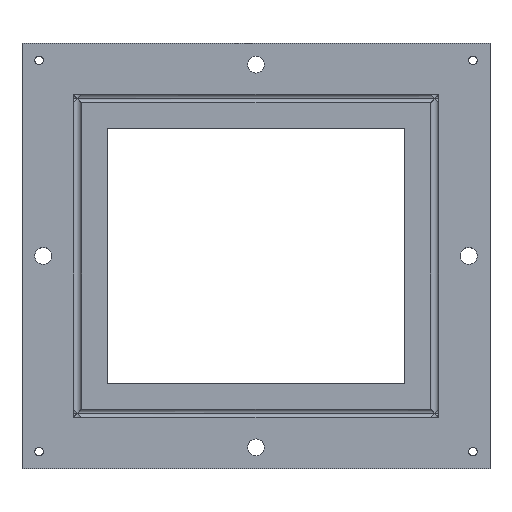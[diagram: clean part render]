
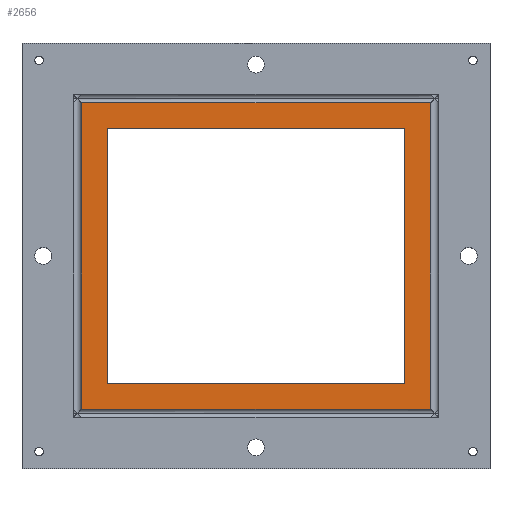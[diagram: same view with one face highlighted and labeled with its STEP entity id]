
A CAD part, top view. The second image highlights one B-rep face of the part: STEP entity #2656.
In plain terms, the highlighted planar face has unit normal (0, 0, 1).
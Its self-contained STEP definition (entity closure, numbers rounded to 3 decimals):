
#509 = CYLINDRICAL_SURFACE('',#510,1.);
#510 = AXIS2_PLACEMENT_3D('',#511,#512,#513);
#511 = CARTESIAN_POINT('',(42.,38.,2.5));
#512 = DIRECTION('',(0.,-1.,0.));
#513 = DIRECTION('',(1.,0.,0.));
#667 = CYLINDRICAL_SURFACE('',#668,1.);
#668 = AXIS2_PLACEMENT_3D('',#669,#670,#671);
#669 = CARTESIAN_POINT('',(-42.,38.,2.5));
#670 = DIRECTION('',(0.,-1.,0.));
#671 = DIRECTION('',(1.,0.,0.));
#1006 = PLANE('',#1007);
#1007 = AXIS2_PLACEMENT_3D('',#1008,#1009,#1010);
#1008 = CARTESIAN_POINT('',(-35.,-30.,-3.));
#1009 = DIRECTION('',(0.,1.,0.));
#1010 = DIRECTION('',(0.,0.,1.));
#1032 = PLANE('',#1033);
#1033 = AXIS2_PLACEMENT_3D('',#1034,#1035,#1036);
#1034 = CARTESIAN_POINT('',(-35.,-30.,-3.));
#1035 = DIRECTION('',(1.,0.,0.));
#1036 = DIRECTION('',(0.,0.,1.));
#1058 = PLANE('',#1059);
#1059 = AXIS2_PLACEMENT_3D('',#1060,#1061,#1062);
#1060 = CARTESIAN_POINT('',(-35.,30.,-3.));
#1061 = DIRECTION('',(0.,1.,0.));
#1062 = DIRECTION('',(0.,0.,1.));
#1082 = PLANE('',#1083);
#1083 = AXIS2_PLACEMENT_3D('',#1084,#1085,#1086);
#1084 = CARTESIAN_POINT('',(35.,-30.,-3.));
#1085 = DIRECTION('',(1.,0.,0.));
#1086 = DIRECTION('',(0.,0.,1.));
#1442 = VERTEX_POINT('',#1443);
#1443 = CARTESIAN_POINT('',(-41.,36.,2.5));
#1464 = CYLINDRICAL_SURFACE('',#1465,1.);
#1465 = AXIS2_PLACEMENT_3D('',#1466,#1467,#1468);
#1466 = CARTESIAN_POINT('',(-43.,37.,2.5));
#1467 = DIRECTION('',(1.,0.,0.));
#1468 = DIRECTION('',(0.,0.,-1.));
#1482 = EDGE_CURVE('',#1442,#1483,#1485,.T.);
#1483 = VERTEX_POINT('',#1484);
#1484 = CARTESIAN_POINT('',(-41.,-36.,2.5));
#1485 = SURFACE_CURVE('',#1486,(#1490,#1497),.PCURVE_S1.);
#1486 = LINE('',#1487,#1488);
#1487 = CARTESIAN_POINT('',(-41.,38.,2.5));
#1488 = VECTOR('',#1489,1.);
#1489 = DIRECTION('',(0.,-1.,0.));
#1490 = PCURVE('',#667,#1491);
#1491 = DEFINITIONAL_REPRESENTATION('',(#1492),#1496);
#1492 = LINE('',#1493,#1494);
#1493 = CARTESIAN_POINT('',(6.283,-0.));
#1494 = VECTOR('',#1495,1.);
#1495 = DIRECTION('',(0.,1.));
#1496 = ( GEOMETRIC_REPRESENTATION_CONTEXT(2) 
PARAMETRIC_REPRESENTATION_CONTEXT() REPRESENTATION_CONTEXT('2D SPACE',''
  ) );
#1497 = PCURVE('',#1498,#1503);
#1498 = PLANE('',#1499);
#1499 = AXIS2_PLACEMENT_3D('',#1500,#1501,#1502);
#1500 = CARTESIAN_POINT('',(-55.,-50.,2.5));
#1501 = DIRECTION('',(0.,0.,1.));
#1502 = DIRECTION('',(1.,0.,0.));
#1503 = DEFINITIONAL_REPRESENTATION('',(#1504),#1508);
#1504 = LINE('',#1505,#1506);
#1505 = CARTESIAN_POINT('',(14.,88.));
#1506 = VECTOR('',#1507,1.);
#1507 = DIRECTION('',(0.,-1.));
#1508 = ( GEOMETRIC_REPRESENTATION_CONTEXT(2) 
PARAMETRIC_REPRESENTATION_CONTEXT() REPRESENTATION_CONTEXT('2D SPACE',''
  ) );
#1533 = CYLINDRICAL_SURFACE('',#1534,1.);
#1534 = AXIS2_PLACEMENT_3D('',#1535,#1536,#1537);
#1535 = CARTESIAN_POINT('',(-43.,-37.,2.5));
#1536 = DIRECTION('',(1.,0.,0.));
#1537 = DIRECTION('',(0.,0.,-1.));
#1967 = VERTEX_POINT('',#1968);
#1968 = CARTESIAN_POINT('',(41.,36.,2.5));
#2077 = VERTEX_POINT('',#2078);
#2078 = CARTESIAN_POINT('',(41.,-36.,2.5));
#2112 = EDGE_CURVE('',#1967,#2077,#2113,.T.);
#2113 = SURFACE_CURVE('',#2114,(#2118,#2124),.PCURVE_S1.);
#2114 = LINE('',#2115,#2116);
#2115 = CARTESIAN_POINT('',(41.,38.,2.5));
#2116 = VECTOR('',#2117,1.);
#2117 = DIRECTION('',(0.,-1.,0.));
#2118 = PCURVE('',#509,#2119);
#2119 = DEFINITIONAL_REPRESENTATION('',(#2120),#2123);
#2120 = B_SPLINE_CURVE_WITH_KNOTS('',1,(#2121,#2122),.UNSPECIFIED.,.F.,
  .F.,(2,2),(0.,76.),.PIECEWISE_BEZIER_KNOTS.);
#2121 = CARTESIAN_POINT('',(3.142,0.));
#2122 = CARTESIAN_POINT('',(3.142,76.));
#2123 = ( GEOMETRIC_REPRESENTATION_CONTEXT(2) 
PARAMETRIC_REPRESENTATION_CONTEXT() REPRESENTATION_CONTEXT('2D SPACE',''
  ) );
#2124 = PCURVE('',#1498,#2125);
#2125 = DEFINITIONAL_REPRESENTATION('',(#2126),#2129);
#2126 = B_SPLINE_CURVE_WITH_KNOTS('',1,(#2127,#2128),.UNSPECIFIED.,.F.,
  .F.,(2,2),(0.,76.),.PIECEWISE_BEZIER_KNOTS.);
#2127 = CARTESIAN_POINT('',(96.,88.));
#2128 = CARTESIAN_POINT('',(96.,12.));
#2129 = ( GEOMETRIC_REPRESENTATION_CONTEXT(2) 
PARAMETRIC_REPRESENTATION_CONTEXT() REPRESENTATION_CONTEXT('2D SPACE',''
  ) );
#2351 = VERTEX_POINT('',#2352);
#2352 = CARTESIAN_POINT('',(35.,-30.,2.5));
#2375 = VERTEX_POINT('',#2376);
#2376 = CARTESIAN_POINT('',(-35.,-30.,2.5));
#2397 = EDGE_CURVE('',#2351,#2375,#2398,.T.);
#2398 = SURFACE_CURVE('',#2399,(#2403,#2409),.PCURVE_S1.);
#2399 = LINE('',#2400,#2401);
#2400 = CARTESIAN_POINT('',(-45.,-30.,2.5));
#2401 = VECTOR('',#2402,1.);
#2402 = DIRECTION('',(-1.,0.,0.));
#2403 = PCURVE('',#1006,#2404);
#2404 = DEFINITIONAL_REPRESENTATION('',(#2405),#2408);
#2405 = B_SPLINE_CURVE_WITH_KNOTS('',1,(#2406,#2407),.UNSPECIFIED.,.F.,
  .F.,(2,2),(-87.,-3.),.PIECEWISE_BEZIER_KNOTS.);
#2406 = CARTESIAN_POINT('',(5.5,77.));
#2407 = CARTESIAN_POINT('',(5.5,-7.));
#2408 = ( GEOMETRIC_REPRESENTATION_CONTEXT(2) 
PARAMETRIC_REPRESENTATION_CONTEXT() REPRESENTATION_CONTEXT('2D SPACE',''
  ) );
#2409 = PCURVE('',#1498,#2410);
#2410 = DEFINITIONAL_REPRESENTATION('',(#2411),#2414);
#2411 = B_SPLINE_CURVE_WITH_KNOTS('',1,(#2412,#2413),.UNSPECIFIED.,.F.,
  .F.,(2,2),(-87.,-3.),.PIECEWISE_BEZIER_KNOTS.);
#2412 = CARTESIAN_POINT('',(97.,20.));
#2413 = CARTESIAN_POINT('',(13.,20.));
#2414 = ( GEOMETRIC_REPRESENTATION_CONTEXT(2) 
PARAMETRIC_REPRESENTATION_CONTEXT() REPRESENTATION_CONTEXT('2D SPACE',''
  ) );
#2422 = VERTEX_POINT('',#2423);
#2423 = CARTESIAN_POINT('',(35.,30.,2.5));
#2444 = EDGE_CURVE('',#2351,#2422,#2445,.T.);
#2445 = SURFACE_CURVE('',#2446,(#2450,#2456),.PCURVE_S1.);
#2446 = LINE('',#2447,#2448);
#2447 = CARTESIAN_POINT('',(35.,-40.,2.5));
#2448 = VECTOR('',#2449,1.);
#2449 = DIRECTION('',(0.,1.,0.));
#2450 = PCURVE('',#1082,#2451);
#2451 = DEFINITIONAL_REPRESENTATION('',(#2452),#2455);
#2452 = B_SPLINE_CURVE_WITH_KNOTS('',1,(#2453,#2454),.UNSPECIFIED.,.F.,
  .F.,(2,2),(4.,76.),.PIECEWISE_BEZIER_KNOTS.);
#2453 = CARTESIAN_POINT('',(5.5,6.));
#2454 = CARTESIAN_POINT('',(5.5,-66.));
#2455 = ( GEOMETRIC_REPRESENTATION_CONTEXT(2) 
PARAMETRIC_REPRESENTATION_CONTEXT() REPRESENTATION_CONTEXT('2D SPACE',''
  ) );
#2456 = PCURVE('',#1498,#2457);
#2457 = DEFINITIONAL_REPRESENTATION('',(#2458),#2461);
#2458 = B_SPLINE_CURVE_WITH_KNOTS('',1,(#2459,#2460),.UNSPECIFIED.,.F.,
  .F.,(2,2),(4.,76.),.PIECEWISE_BEZIER_KNOTS.);
#2459 = CARTESIAN_POINT('',(90.,14.));
#2460 = CARTESIAN_POINT('',(90.,86.));
#2461 = ( GEOMETRIC_REPRESENTATION_CONTEXT(2) 
PARAMETRIC_REPRESENTATION_CONTEXT() REPRESENTATION_CONTEXT('2D SPACE',''
  ) );
#2469 = VERTEX_POINT('',#2470);
#2470 = CARTESIAN_POINT('',(-35.,30.,2.5));
#2491 = EDGE_CURVE('',#2375,#2469,#2492,.T.);
#2492 = SURFACE_CURVE('',#2493,(#2497,#2503),.PCURVE_S1.);
#2493 = LINE('',#2494,#2495);
#2494 = CARTESIAN_POINT('',(-35.,-40.,2.5));
#2495 = VECTOR('',#2496,1.);
#2496 = DIRECTION('',(0.,1.,0.));
#2497 = PCURVE('',#1032,#2498);
#2498 = DEFINITIONAL_REPRESENTATION('',(#2499),#2502);
#2499 = B_SPLINE_CURVE_WITH_KNOTS('',1,(#2500,#2501),.UNSPECIFIED.,.F.,
  .F.,(2,2),(4.,76.),.PIECEWISE_BEZIER_KNOTS.);
#2500 = CARTESIAN_POINT('',(5.5,6.));
#2501 = CARTESIAN_POINT('',(5.5,-66.));
#2502 = ( GEOMETRIC_REPRESENTATION_CONTEXT(2) 
PARAMETRIC_REPRESENTATION_CONTEXT() REPRESENTATION_CONTEXT('2D SPACE',''
  ) );
#2503 = PCURVE('',#1498,#2504);
#2504 = DEFINITIONAL_REPRESENTATION('',(#2505),#2508);
#2505 = B_SPLINE_CURVE_WITH_KNOTS('',1,(#2506,#2507),.UNSPECIFIED.,.F.,
  .F.,(2,2),(4.,76.),.PIECEWISE_BEZIER_KNOTS.);
#2506 = CARTESIAN_POINT('',(20.,14.));
#2507 = CARTESIAN_POINT('',(20.,86.));
#2508 = ( GEOMETRIC_REPRESENTATION_CONTEXT(2) 
PARAMETRIC_REPRESENTATION_CONTEXT() REPRESENTATION_CONTEXT('2D SPACE',''
  ) );
#2516 = EDGE_CURVE('',#2422,#2469,#2517,.T.);
#2517 = SURFACE_CURVE('',#2518,(#2522,#2528),.PCURVE_S1.);
#2518 = LINE('',#2519,#2520);
#2519 = CARTESIAN_POINT('',(-45.,30.,2.5));
#2520 = VECTOR('',#2521,1.);
#2521 = DIRECTION('',(-1.,0.,0.));
#2522 = PCURVE('',#1058,#2523);
#2523 = DEFINITIONAL_REPRESENTATION('',(#2524),#2527);
#2524 = B_SPLINE_CURVE_WITH_KNOTS('',1,(#2525,#2526),.UNSPECIFIED.,.F.,
  .F.,(2,2),(-87.,-3.),.PIECEWISE_BEZIER_KNOTS.);
#2525 = CARTESIAN_POINT('',(5.5,77.));
#2526 = CARTESIAN_POINT('',(5.5,-7.));
#2527 = ( GEOMETRIC_REPRESENTATION_CONTEXT(2) 
PARAMETRIC_REPRESENTATION_CONTEXT() REPRESENTATION_CONTEXT('2D SPACE',''
  ) );
#2528 = PCURVE('',#1498,#2529);
#2529 = DEFINITIONAL_REPRESENTATION('',(#2530),#2533);
#2530 = B_SPLINE_CURVE_WITH_KNOTS('',1,(#2531,#2532),.UNSPECIFIED.,.F.,
  .F.,(2,2),(-87.,-3.),.PIECEWISE_BEZIER_KNOTS.);
#2531 = CARTESIAN_POINT('',(97.,80.));
#2532 = CARTESIAN_POINT('',(13.,80.));
#2533 = ( GEOMETRIC_REPRESENTATION_CONTEXT(2) 
PARAMETRIC_REPRESENTATION_CONTEXT() REPRESENTATION_CONTEXT('2D SPACE',''
  ) );
#2638 = EDGE_CURVE('',#1483,#2077,#2639,.T.);
#2639 = SURFACE_CURVE('',#2640,(#2644,#2650),.PCURVE_S1.);
#2640 = LINE('',#2641,#2642);
#2641 = CARTESIAN_POINT('',(-43.,-36.,2.5));
#2642 = VECTOR('',#2643,1.);
#2643 = DIRECTION('',(1.,0.,0.));
#2644 = PCURVE('',#1533,#2645);
#2645 = DEFINITIONAL_REPRESENTATION('',(#2646),#2649);
#2646 = B_SPLINE_CURVE_WITH_KNOTS('',1,(#2647,#2648),.UNSPECIFIED.,.F.,
  .F.,(2,2),(0.,86.),.PIECEWISE_BEZIER_KNOTS.);
#2647 = CARTESIAN_POINT('',(1.571,0.));
#2648 = CARTESIAN_POINT('',(1.571,86.));
#2649 = ( GEOMETRIC_REPRESENTATION_CONTEXT(2) 
PARAMETRIC_REPRESENTATION_CONTEXT() REPRESENTATION_CONTEXT('2D SPACE',''
  ) );
#2650 = PCURVE('',#1498,#2651);
#2651 = DEFINITIONAL_REPRESENTATION('',(#2652),#2655);
#2652 = B_SPLINE_CURVE_WITH_KNOTS('',1,(#2653,#2654),.UNSPECIFIED.,.F.,
  .F.,(2,2),(0.,86.),.PIECEWISE_BEZIER_KNOTS.);
#2653 = CARTESIAN_POINT('',(12.,14.));
#2654 = CARTESIAN_POINT('',(98.,14.));
#2655 = ( GEOMETRIC_REPRESENTATION_CONTEXT(2) 
PARAMETRIC_REPRESENTATION_CONTEXT() REPRESENTATION_CONTEXT('2D SPACE',''
  ) );
#2656 = ADVANCED_FACE('',(#2657,#2681),#1498,.T.);
#2657 = FACE_BOUND('',#2658,.T.);
#2658 = EDGE_LOOP('',(#2659,#2660,#2661,#2662));
#2659 = ORIENTED_EDGE('',*,*,#1482,.T.);
#2660 = ORIENTED_EDGE('',*,*,#2638,.T.);
#2661 = ORIENTED_EDGE('',*,*,#2112,.F.);
#2662 = ORIENTED_EDGE('',*,*,#2663,.F.);
#2663 = EDGE_CURVE('',#1442,#1967,#2664,.T.);
#2664 = SURFACE_CURVE('',#2665,(#2669,#2675),.PCURVE_S1.);
#2665 = LINE('',#2666,#2667);
#2666 = CARTESIAN_POINT('',(-43.,36.,2.5));
#2667 = VECTOR('',#2668,1.);
#2668 = DIRECTION('',(1.,0.,0.));
#2669 = PCURVE('',#1498,#2670);
#2670 = DEFINITIONAL_REPRESENTATION('',(#2671),#2674);
#2671 = B_SPLINE_CURVE_WITH_KNOTS('',1,(#2672,#2673),.UNSPECIFIED.,.F.,
  .F.,(2,2),(0.,86.),.PIECEWISE_BEZIER_KNOTS.);
#2672 = CARTESIAN_POINT('',(12.,86.));
#2673 = CARTESIAN_POINT('',(98.,86.));
#2674 = ( GEOMETRIC_REPRESENTATION_CONTEXT(2) 
PARAMETRIC_REPRESENTATION_CONTEXT() REPRESENTATION_CONTEXT('2D SPACE',''
  ) );
#2675 = PCURVE('',#1464,#2676);
#2676 = DEFINITIONAL_REPRESENTATION('',(#2677),#2680);
#2677 = B_SPLINE_CURVE_WITH_KNOTS('',1,(#2678,#2679),.UNSPECIFIED.,.F.,
  .F.,(2,2),(0.,86.),.PIECEWISE_BEZIER_KNOTS.);
#2678 = CARTESIAN_POINT('',(4.712,0.));
#2679 = CARTESIAN_POINT('',(4.712,86.));
#2680 = ( GEOMETRIC_REPRESENTATION_CONTEXT(2) 
PARAMETRIC_REPRESENTATION_CONTEXT() REPRESENTATION_CONTEXT('2D SPACE',''
  ) );
#2681 = FACE_BOUND('',#2682,.T.);
#2682 = EDGE_LOOP('',(#2683,#2684,#2685,#2686));
#2683 = ORIENTED_EDGE('',*,*,#2397,.T.);
#2684 = ORIENTED_EDGE('',*,*,#2491,.T.);
#2685 = ORIENTED_EDGE('',*,*,#2516,.F.);
#2686 = ORIENTED_EDGE('',*,*,#2444,.F.);
